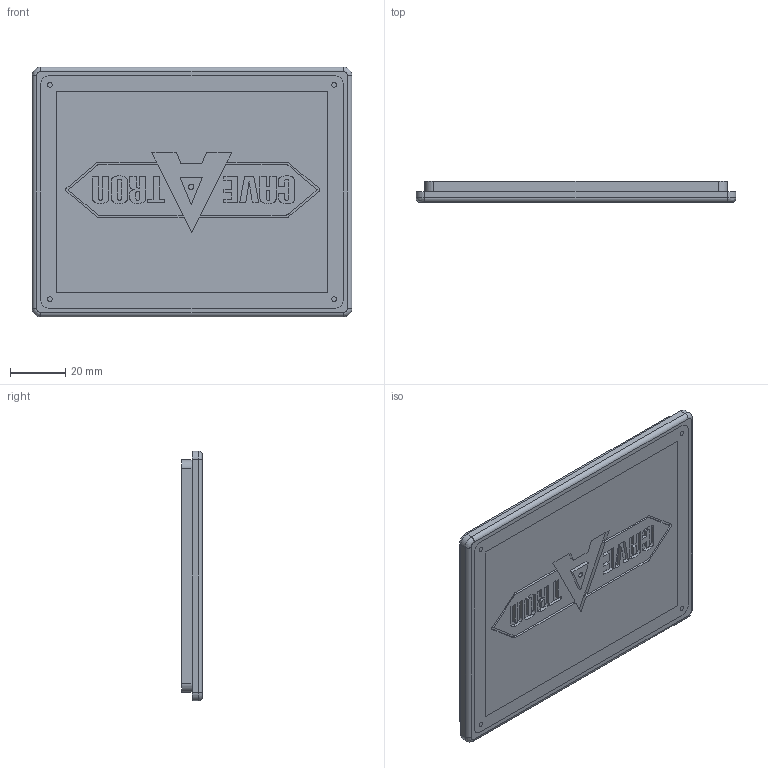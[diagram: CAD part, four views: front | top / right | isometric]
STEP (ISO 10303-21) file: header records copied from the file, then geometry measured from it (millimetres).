
FILE_DESCRIPTION(/* description */ (''),/* implementation_level */ '2;1');
FILE_NAME(/* name */ 'RPLIDAR Enclosure Lid - No Windows (Top) v3.step',/* time_stamp */ '2023-01-12T19:55:36-06:00',/* author */ (''),/* organization */ (''),/* preprocessor_version */ 'ST-DEVELOPER v19.2',/* originating_system */ 'Autodesk Translation Framework v11.17.0.187',/* authorisation */ '');
FILE_SCHEMA (('AUTOMOTIVE_DESIGN { 1 0 10303 214 3 1 1 }'));
Length unit declared in the file: inch
Products named in the file (1): RPLIDAR Enclosure Lid - No Windows (Top)
Bounding box: 116.08 x 7.62 x 90.68 mm (x, y, z)
Volume: 54237.1 mm3; surface area: 32974.8 mm2
Topology: 2 solids, 2 shells, 231 faces, 625 edges, 414 vertices
Faces by surface type: bspline 143, plane 70, cylinder 18
Full cylindrical faces by diameter (mm): 1.727 x4
Entity records: 8263 total; most frequent: CARTESIAN_POINT 3274, ORIENTED_EDGE 1250, EDGE_CURVE 625, DIRECTION 613, VERTEX_POINT 414, LINE 307, VECTOR 307, EDGE_LOOP 257
